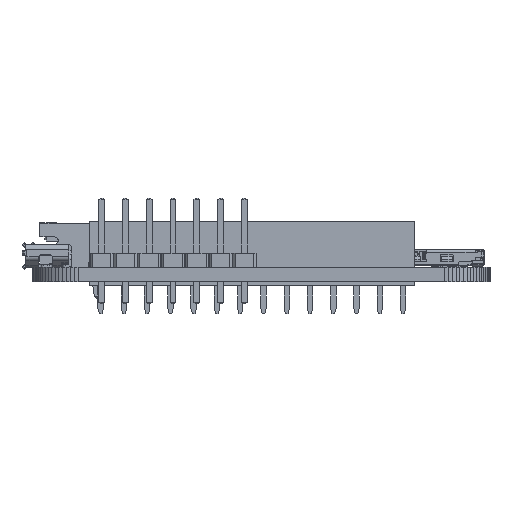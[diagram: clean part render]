
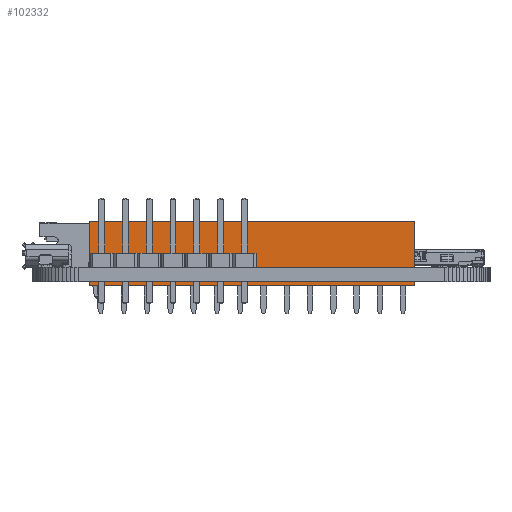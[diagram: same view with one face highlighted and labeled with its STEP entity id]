
A CAD part, left-side view. The second image highlights one B-rep face of the part: STEP entity #102332.
In plain terms, the highlighted planar face has unit normal (-1, 0, 0).
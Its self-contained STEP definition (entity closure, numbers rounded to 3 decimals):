
#100709 = VERTEX_POINT('',#100710);
#100710 = CARTESIAN_POINT('',(-18.23,-12.69,-2.));
#100718 = EDGE_CURVE('',#100709,#100719,#100721,.T.);
#100719 = VERTEX_POINT('',#100720);
#100720 = CARTESIAN_POINT('',(-18.23,-12.69,5.));
#100721 = LINE('',#100722,#100723);
#100722 = CARTESIAN_POINT('',(-18.23,-12.69,-2.));
#100723 = VECTOR('',#100724,1.);
#100724 = DIRECTION('',(0.,0.,1.));
#100781 = VERTEX_POINT('',#100782);
#100782 = CARTESIAN_POINT('',(-18.23,22.87,5.));
#100788 = EDGE_CURVE('',#100789,#100781,#100791,.T.);
#100789 = VERTEX_POINT('',#100790);
#100790 = CARTESIAN_POINT('',(-18.23,22.87,-2.));
#100791 = LINE('',#100792,#100793);
#100792 = CARTESIAN_POINT('',(-18.23,22.87,-2.));
#100793 = VECTOR('',#100794,1.);
#100794 = DIRECTION('',(0.,0.,1.));
#100853 = EDGE_CURVE('',#100781,#100719,#100854,.T.);
#100854 = LINE('',#100855,#100856);
#100855 = CARTESIAN_POINT('',(-18.23,22.87,5.));
#100856 = VECTOR('',#100857,1.);
#100857 = DIRECTION('',(0.,-1.,0.));
#101351 = EDGE_CURVE('',#100789,#100709,#101352,.T.);
#101352 = LINE('',#101353,#101354);
#101353 = CARTESIAN_POINT('',(-18.23,22.87,-2.));
#101354 = VECTOR('',#101355,1.);
#101355 = DIRECTION('',(0.,-1.,0.));
#102332 = ADVANCED_FACE('',(#102333),#102339,.F.);
#102333 = FACE_BOUND('',#102334,.F.);
#102334 = EDGE_LOOP('',(#102335,#102336,#102337,#102338));
#102335 = ORIENTED_EDGE('',*,*,#100788,.T.);
#102336 = ORIENTED_EDGE('',*,*,#100853,.T.);
#102337 = ORIENTED_EDGE('',*,*,#100718,.F.);
#102338 = ORIENTED_EDGE('',*,*,#101351,.F.);
#102339 = PLANE('',#102340);
#102340 = AXIS2_PLACEMENT_3D('',#102341,#102342,#102343);
#102341 = CARTESIAN_POINT('',(-18.23,22.87,-2.));
#102342 = DIRECTION('',(1.,0.,0.));
#102343 = DIRECTION('',(0.,-1.,0.));
